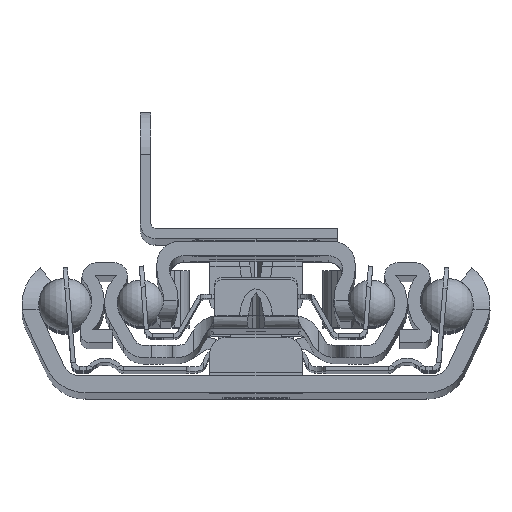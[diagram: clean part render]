
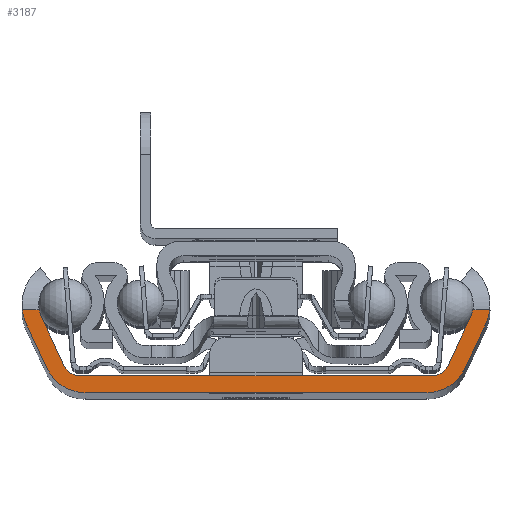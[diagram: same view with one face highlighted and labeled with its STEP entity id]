
A CAD part, top view. The second image highlights one B-rep face of the part: STEP entity #3187.
In plain terms, the highlighted planar face has unit normal (0, 0, 1).
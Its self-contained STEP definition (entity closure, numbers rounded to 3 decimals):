
#36=DIRECTION('',(1.,0.,0.));
#37=VECTOR('',#36,2.009);
#38=CARTESIAN_POINT('',(-27.867,9.9,0.));
#39=LINE('',#38,#37);
#40=CARTESIAN_POINT('',(-22.41,10.5,0.));
#41=DIRECTION('',(0.,0.,-1.));
#42=DIRECTION('',(-0.906,-0.423,0.));
#43=AXIS2_PLACEMENT_3D('',#40,#41,#42);
#45=DIRECTION('',(-0.423,0.906,0.));
#46=VECTOR('',#45,6.472);
#47=CARTESIAN_POINT('',(-22.847,3.155,0.));
#48=LINE('',#47,#46);
#49=CARTESIAN_POINT('',(-21.034,4.,0.));
#50=DIRECTION('',(0.,0.,-1.));
#51=DIRECTION('',(0.,-1.,0.));
#52=AXIS2_PLACEMENT_3D('',#49,#50,#51);
#54=DIRECTION('',(-1.,0.,0.));
#55=VECTOR('',#54,42.068);
#56=CARTESIAN_POINT('',(21.034,2.,0.));
#57=LINE('',#56,#55);
#58=CARTESIAN_POINT('',(21.034,4.,0.));
#59=DIRECTION('',(0.,0.,-1.));
#60=DIRECTION('',(0.906,-0.423,0.));
#61=AXIS2_PLACEMENT_3D('',#58,#59,#60);
#63=DIRECTION('',(-0.423,-0.906,0.));
#64=VECTOR('',#63,6.472);
#65=CARTESIAN_POINT('',(25.582,9.021,0.));
#66=LINE('',#65,#64);
#67=CARTESIAN_POINT('',(22.41,10.5,0.));
#68=DIRECTION('',(0.,0.,-1.));
#69=DIRECTION('',(0.985,-0.171,0.));
#70=AXIS2_PLACEMENT_3D('',#67,#68,#69);
#72=DIRECTION('',(1.,0.,0.));
#73=VECTOR('',#72,2.009);
#74=CARTESIAN_POINT('',(25.858,9.9,0.));
#75=LINE('',#74,#73);
#76=CARTESIAN_POINT('',(22.41,10.5,0.));
#77=DIRECTION('',(0.,0.,1.));
#78=DIRECTION('',(0.906,-0.423,0.));
#79=AXIS2_PLACEMENT_3D('',#76,#77,#78);
#81=DIRECTION('',(0.423,0.906,0.));
#82=VECTOR('',#81,5.84);
#83=CARTESIAN_POINT('',(24.918,2.887,0.));
#84=LINE('',#83,#82);
#85=CARTESIAN_POINT('',(20.386,5.,0.));
#86=DIRECTION('',(0.,0.,1.));
#87=DIRECTION('',(0.,-1.,0.));
#88=AXIS2_PLACEMENT_3D('',#85,#86,#87);
#90=DIRECTION('',(1.,0.,0.));
#91=VECTOR('',#90,40.772);
#92=CARTESIAN_POINT('',(-20.386,0.,0.));
#93=LINE('',#92,#91);
#94=CARTESIAN_POINT('',(-20.386,5.,0.));
#95=DIRECTION('',(0.,0.,1.));
#96=DIRECTION('',(-0.906,-0.423,0.));
#97=AXIS2_PLACEMENT_3D('',#94,#95,#96);
#99=DIRECTION('',(0.423,-0.906,0.));
#100=VECTOR('',#99,5.84);
#101=CARTESIAN_POINT('',(-27.386,8.18,0.));
#102=LINE('',#101,#100);
#103=CARTESIAN_POINT('',(-22.41,10.5,0.));
#104=DIRECTION('',(0.,0.,1.));
#105=DIRECTION('',(-0.994,-0.109,0.));
#106=AXIS2_PLACEMENT_3D('',#103,#104,#105);
#2690=CARTESIAN_POINT('',(-21.034,2.,0.));
#2691=CARTESIAN_POINT('',(-22.847,3.155,0.));
#2692=VERTEX_POINT('',#2690);
#2693=VERTEX_POINT('',#2691);
#2694=CARTESIAN_POINT('',(-25.582,9.021,0.));
#2695=VERTEX_POINT('',#2694);
#2696=CARTESIAN_POINT('',(-27.386,8.18,0.));
#2697=CARTESIAN_POINT('',(-24.918,2.887,0.));
#2698=VERTEX_POINT('',#2696);
#2699=VERTEX_POINT('',#2697);
#2700=CARTESIAN_POINT('',(-20.386,0.,0.));
#2701=VERTEX_POINT('',#2700);
#2702=CARTESIAN_POINT('',(20.386,0.,0.));
#2703=VERTEX_POINT('',#2702);
#2704=CARTESIAN_POINT('',(24.918,2.887,0.));
#2705=VERTEX_POINT('',#2704);
#2706=CARTESIAN_POINT('',(27.386,8.18,0.));
#2707=VERTEX_POINT('',#2706);
#2708=CARTESIAN_POINT('',(25.582,9.021,0.));
#2709=CARTESIAN_POINT('',(22.847,3.155,0.));
#2710=VERTEX_POINT('',#2708);
#2711=VERTEX_POINT('',#2709);
#2712=CARTESIAN_POINT('',(21.034,2.,0.));
#2713=VERTEX_POINT('',#2712);
#2908=CARTESIAN_POINT('',(-27.867,9.9,0.));
#2909=CARTESIAN_POINT('',(-25.858,9.9,0.));
#2910=VERTEX_POINT('',#2908);
#2911=VERTEX_POINT('',#2909);
#2912=CARTESIAN_POINT('',(25.858,9.9,0.));
#2913=CARTESIAN_POINT('',(27.867,9.9,0.));
#2914=VERTEX_POINT('',#2912);
#2915=VERTEX_POINT('',#2913);
#3148=CARTESIAN_POINT('',(0.,0.,0.));
#3149=DIRECTION('',(0.,0.,1.));
#3150=DIRECTION('',(1.,0.,0.));
#3151=AXIS2_PLACEMENT_3D('',#3148,#3149,#3150);
#3152=PLANE('',#3151);
#3154=ORIENTED_EDGE('',*,*,#3153,.T.);
#3156=ORIENTED_EDGE('',*,*,#3155,.F.);
#3158=ORIENTED_EDGE('',*,*,#3157,.F.);
#3160=ORIENTED_EDGE('',*,*,#3159,.F.);
#3162=ORIENTED_EDGE('',*,*,#3161,.F.);
#3164=ORIENTED_EDGE('',*,*,#3163,.F.);
#3166=ORIENTED_EDGE('',*,*,#3165,.F.);
#3168=ORIENTED_EDGE('',*,*,#3167,.F.);
#3170=ORIENTED_EDGE('',*,*,#3169,.T.);
#3172=ORIENTED_EDGE('',*,*,#3171,.F.);
#3174=ORIENTED_EDGE('',*,*,#3173,.F.);
#3176=ORIENTED_EDGE('',*,*,#3175,.F.);
#3178=ORIENTED_EDGE('',*,*,#3177,.F.);
#3180=ORIENTED_EDGE('',*,*,#3179,.F.);
#3182=ORIENTED_EDGE('',*,*,#3181,.F.);
#3184=ORIENTED_EDGE('',*,*,#3183,.F.);
#3185=EDGE_LOOP('',(#3154,#3156,#3158,#3160,#3162,#3164,#3166,#3168,#3170,#3172,
#3174,#3176,#3178,#3180,#3182,#3184));
#3186=FACE_OUTER_BOUND('',#3185,.F.);
#3187=ADVANCED_FACE('',(#3186),#3152,.T.);
#44=CIRCLE('',#43,3.5);
#53=CIRCLE('',#52,2.);
#62=CIRCLE('',#61,2.);
#71=CIRCLE('',#70,3.5);
#80=CIRCLE('',#79,5.49);
#89=CIRCLE('',#88,5.);
#98=CIRCLE('',#97,5.);
#107=CIRCLE('',#106,5.49);
#3153=EDGE_CURVE('',#2910,#2911,#39,.T.);
#3155=EDGE_CURVE('',#2695,#2911,#44,.T.);
#3157=EDGE_CURVE('',#2693,#2695,#48,.T.);
#3159=EDGE_CURVE('',#2692,#2693,#53,.T.);
#3161=EDGE_CURVE('',#2713,#2692,#57,.T.);
#3163=EDGE_CURVE('',#2711,#2713,#62,.T.);
#3165=EDGE_CURVE('',#2710,#2711,#66,.T.);
#3167=EDGE_CURVE('',#2914,#2710,#71,.T.);
#3169=EDGE_CURVE('',#2914,#2915,#75,.T.);
#3171=EDGE_CURVE('',#2707,#2915,#80,.T.);
#3173=EDGE_CURVE('',#2705,#2707,#84,.T.);
#3175=EDGE_CURVE('',#2703,#2705,#89,.T.);
#3177=EDGE_CURVE('',#2701,#2703,#93,.T.);
#3179=EDGE_CURVE('',#2699,#2701,#98,.T.);
#3181=EDGE_CURVE('',#2698,#2699,#102,.T.);
#3183=EDGE_CURVE('',#2910,#2698,#107,.T.);
